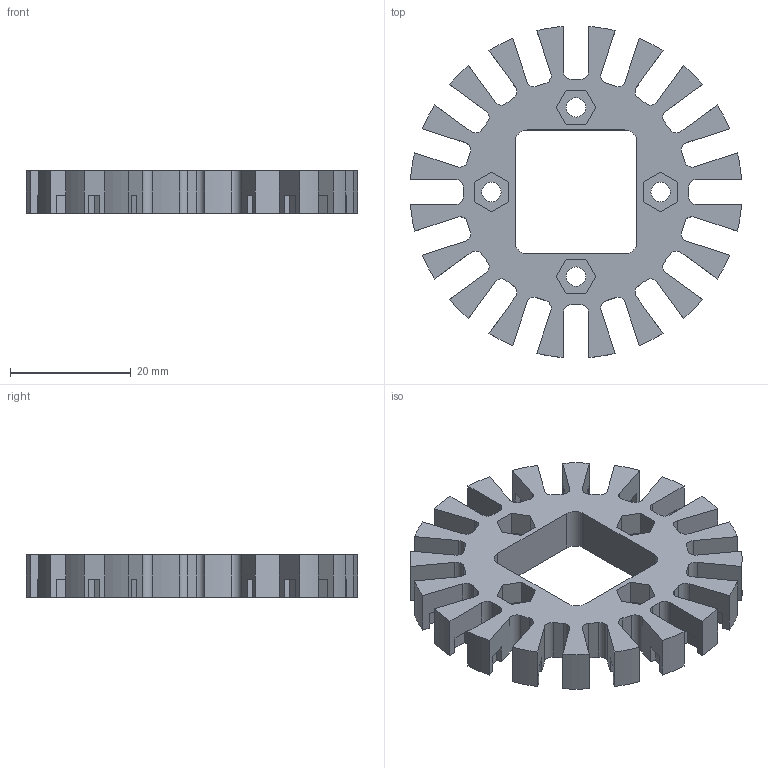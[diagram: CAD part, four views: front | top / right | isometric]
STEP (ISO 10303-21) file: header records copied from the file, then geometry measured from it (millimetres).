
FILE_DESCRIPTION (( 'STEP AP214' ), '1' );
FILE_NAME ('3dp_PETG_RCssl_OW_ver2_base.STEP', '2023-12-15T08:47:57', ( '' ), ( '' ), 'SwSTEP 2.0', 'SolidWorks 2022', '' );
FILE_SCHEMA (( 'AUTOMOTIVE_DESIGN' ));
Length unit declared in the file: millimetre
Products named in the file (1): 3dp_PETG_RCssl_OW_ver2_base
Bounding box: 54.84 x 54.84 x 7 mm (x, y, z)
Volume: 7754.4 mm3; surface area: 7137.7 mm2
Topology: 1 solids, 1 shells, 342 faces, 1000 edges, 664 vertices
Faces by surface type: plane 254, cylinder 80, cone 8
Entity records: 11302 total; most frequent: CARTESIAN_POINT 2007, ORIENTED_EDGE 2000, DIRECTION 1854, EDGE_CURVE 1000, VECTOR 832, LINE 832, VERTEX_POINT 664, AXIS2_PLACEMENT_3D 511
